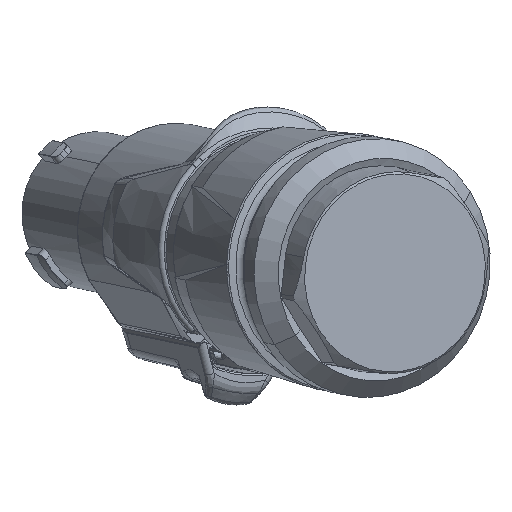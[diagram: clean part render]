
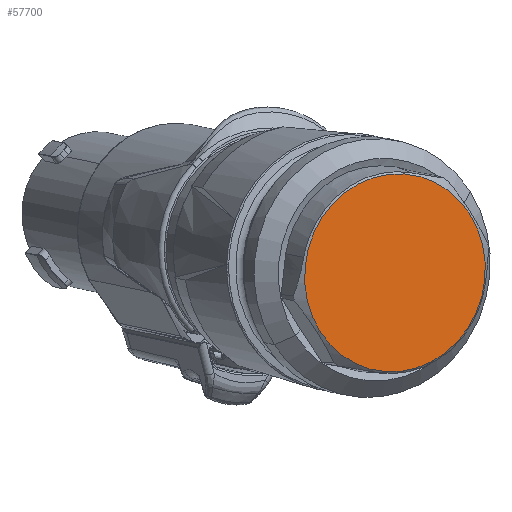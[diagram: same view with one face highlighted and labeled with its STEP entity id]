
A CAD part, front view. The second image highlights one B-rep face of the part: STEP entity #57700.
In plain terms, the highlighted planar face has unit normal (0.417, -0.905, -0.086).
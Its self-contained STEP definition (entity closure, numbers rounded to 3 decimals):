
#20097=CARTESIAN_POINT('',(12.14,-29.699,
-4.215));
#20098=DIRECTION('',(-0.417,0.905,0.086));
#20099=DIRECTION('',(0.754,0.291,0.589));
#20100=AXIS2_PLACEMENT_3D('',#20097,#20098,#20099);
#20102=CARTESIAN_POINT('',(12.14,-29.699,
-4.215));
#20103=DIRECTION('',(-0.417,0.905,0.086));
#20104=DIRECTION('',(-0.754,-0.291,-0.589));
#20105=AXIS2_PLACEMENT_3D('',#20102,#20103,#20104);
#22234=CARTESIAN_POINT('',(20.355,-26.523,
2.206));
#22235=CARTESIAN_POINT('',(3.925,-32.875,
-10.636));
#22236=VERTEX_POINT('',#22234);
#22237=VERTEX_POINT('',#22235);
#57690=CARTESIAN_POINT('',(12.14,-29.699,
-4.215));
#57691=DIRECTION('',(0.417,-0.905,-0.086));
#57692=DIRECTION('',(-0.754,-0.291,-0.589));
#57693=AXIS2_PLACEMENT_3D('',#57690,#57691,#57692);
#57694=PLANE('',#57693);
#57695=ORIENTED_EDGE('',*,*,#57665,.T.);
#57697=ORIENTED_EDGE('',*,*,#57696,.T.);
#57698=EDGE_LOOP('',(#57695,#57697));
#57699=FACE_OUTER_BOUND('',#57698,.F.);
#20101=CIRCLE('',#20100,10.9);
#20106=CIRCLE('',#20105,10.9);
#57665=EDGE_CURVE('',#22236,#22237,#20101,.T.);
#57696=EDGE_CURVE('',#22237,#22236,#20106,.T.);
#57700=ADVANCED_FACE('',(#57699),#57694,.T.);
